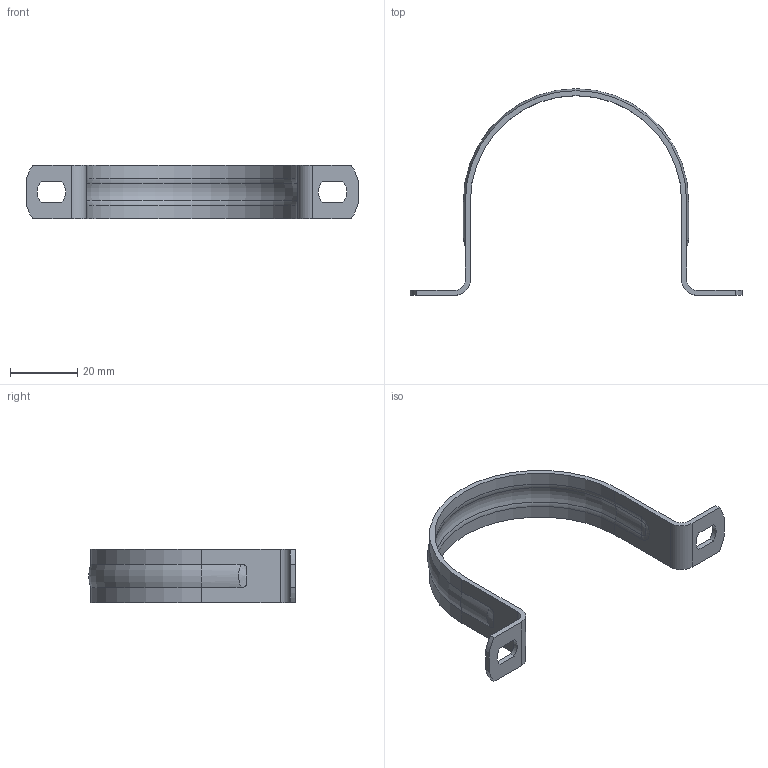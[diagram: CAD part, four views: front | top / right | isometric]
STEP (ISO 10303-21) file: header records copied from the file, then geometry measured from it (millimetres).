
FILE_DESCRIPTION(/* description */ (''),/* implementation_level */ '2;1');
FILE_NAME(/* name */ '',/* time_stamp */ '2025-06-09T16:04:53+07:00',/* author */ ('zeta-82'),/* organization */ (''),/* preprocessor_version */ 'ST-DEVELOPER v19.2',/* originating_system */ 'Autodesk Inventor 2024',/* authorisation */ '');
FILE_SCHEMA (('AUTOMOTIVE_DESIGN { 1 0 10303 214 3 1 1 }'));
Length unit declared in the file: millimetre
Products named in the file (1): СД 10-11
Bounding box: 99 x 61.6 x 16 mm (x, y, z)
Volume: 4360.4 mm3; surface area: 6497.8 mm2
Topology: 1 solids, 1 shells, 50 faces, 132 edges, 84 vertices
Faces by surface type: cylinder 24, plane 16, bspline 6, torus 4
Entity records: 2135 total; most frequent: CARTESIAN_POINT 847, ORIENTED_EDGE 264, DIRECTION 256, EDGE_CURVE 132, AXIS2_PLACEMENT_3D 91, VERTEX_POINT 84, LINE 74, VECTOR 74
